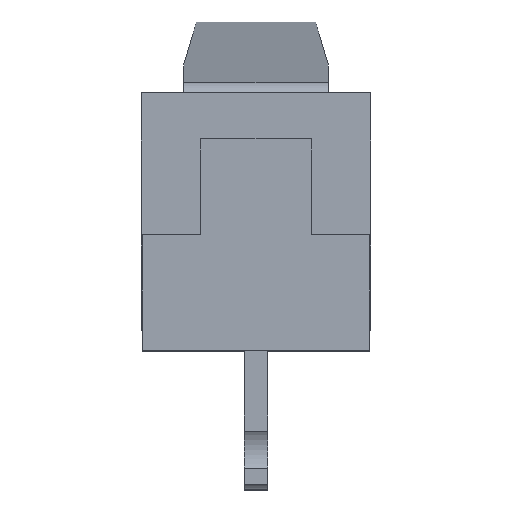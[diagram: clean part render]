
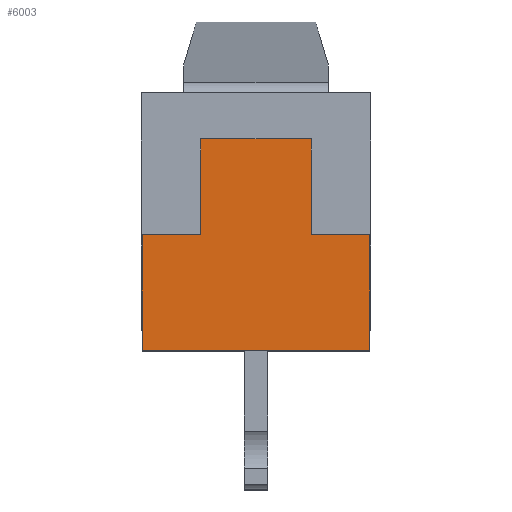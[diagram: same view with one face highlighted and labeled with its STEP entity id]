
A CAD part, top view. The second image highlights one B-rep face of the part: STEP entity #6003.
In plain terms, the highlighted planar face has unit normal (0, 0, 1).
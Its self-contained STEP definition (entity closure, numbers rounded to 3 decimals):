
#2125 = PLANE('',#2126);
#2126 = AXIS2_PLACEMENT_3D('',#2127,#2128,#2129);
#2127 = CARTESIAN_POINT('',(2.875,3.25,0.));
#2128 = DIRECTION('',(-1.,0.,0.));
#2129 = DIRECTION('',(0.,-1.,0.));
#2179 = PLANE('',#2180);
#2180 = AXIS2_PLACEMENT_3D('',#2181,#2182,#2183);
#2181 = CARTESIAN_POINT('',(-2.875,3.25,0.));
#2182 = DIRECTION('',(1.,0.,-0.));
#2183 = DIRECTION('',(0.,0.,1.));
#2620 = PLANE('',#2621);
#2621 = AXIS2_PLACEMENT_3D('',#2622,#2623,#2624);
#2622 = CARTESIAN_POINT('',(2.9,2.921,1.955));
#2623 = DIRECTION('',(0.,1.,0.));
#2624 = DIRECTION('',(0.,0.,1.));
#3185 = PLANE('',#3186);
#3186 = AXIS2_PLACEMENT_3D('',#3187,#3188,#3189);
#3187 = CARTESIAN_POINT('',(2.9,2.921,1.955));
#3188 = DIRECTION('',(0.,1.,0.));
#3189 = DIRECTION('',(0.,0.,1.));
#3414 = PLANE('',#3415);
#3415 = AXIS2_PLACEMENT_3D('',#3416,#3417,#3418);
#3416 = CARTESIAN_POINT('',(0.,5.334,0.));
#3417 = DIRECTION('',(0.,1.,0.));
#3418 = DIRECTION('',(0.,-0.,1.));
#3442 = PLANE('',#3443);
#3443 = AXIS2_PLACEMENT_3D('',#3444,#3445,#3446);
#3444 = CARTESIAN_POINT('',(1.397,2.667,0.));
#3445 = DIRECTION('',(-1.,0.,0.));
#3446 = DIRECTION('',(0.,-1.,0.));
#3515 = PLANE('',#3516);
#3516 = AXIS2_PLACEMENT_3D('',#3517,#3518,#3519);
#3517 = CARTESIAN_POINT('',(-1.397,2.667,0.));
#3518 = DIRECTION('',(1.,0.,-0.));
#3519 = DIRECTION('',(0.,0.,1.));
#4289 = EDGE_CURVE('',#4290,#4292,#4294,.T.);
#4290 = VERTEX_POINT('',#4291);
#4291 = CARTESIAN_POINT('',(-1.397,2.921,6.375));
#4292 = VERTEX_POINT('',#4293);
#4293 = CARTESIAN_POINT('',(-2.875,2.921,6.375));
#4294 = SURFACE_CURVE('',#4295,(#4299,#4306),.PCURVE_S1.);
#4295 = LINE('',#4296,#4297);
#4296 = CARTESIAN_POINT('',(2.9,2.921,6.375));
#4297 = VECTOR('',#4298,1.);
#4298 = DIRECTION('',(-1.,0.,0.));
#4299 = PCURVE('',#2620,#4300);
#4300 = DEFINITIONAL_REPRESENTATION('',(#4301),#4305);
#4301 = LINE('',#4302,#4303);
#4302 = CARTESIAN_POINT('',(4.42,0.));
#4303 = VECTOR('',#4304,1.);
#4304 = DIRECTION('',(0.,-1.));
#4305 = ( GEOMETRIC_REPRESENTATION_CONTEXT(2) 
PARAMETRIC_REPRESENTATION_CONTEXT() REPRESENTATION_CONTEXT('2D SPACE',''
  ) );
#4306 = PCURVE('',#4307,#4312);
#4307 = PLANE('',#4308);
#4308 = AXIS2_PLACEMENT_3D('',#4309,#4310,#4311);
#4309 = CARTESIAN_POINT('',(0.,3.25,6.375));
#4310 = DIRECTION('',(0.,0.,-1.));
#4311 = DIRECTION('',(0.,1.,0.));
#4312 = DEFINITIONAL_REPRESENTATION('',(#4313),#4317);
#4313 = LINE('',#4314,#4315);
#4314 = CARTESIAN_POINT('',(-0.329,2.9));
#4315 = VECTOR('',#4316,1.);
#4316 = DIRECTION('',(0.,-1.));
#4317 = ( GEOMETRIC_REPRESENTATION_CONTEXT(2) 
PARAMETRIC_REPRESENTATION_CONTEXT() REPRESENTATION_CONTEXT('2D SPACE',''
  ) );
#5044 = VERTEX_POINT('',#5045);
#5045 = CARTESIAN_POINT('',(1.397,2.921,6.375));
#5066 = EDGE_CURVE('',#5067,#5044,#5069,.T.);
#5067 = VERTEX_POINT('',#5068);
#5068 = CARTESIAN_POINT('',(2.875,2.921,6.375));
#5069 = SURFACE_CURVE('',#5070,(#5074,#5081),.PCURVE_S1.);
#5070 = LINE('',#5071,#5072);
#5071 = CARTESIAN_POINT('',(2.9,2.921,6.375));
#5072 = VECTOR('',#5073,1.);
#5073 = DIRECTION('',(-1.,0.,0.));
#5074 = PCURVE('',#3185,#5075);
#5075 = DEFINITIONAL_REPRESENTATION('',(#5076),#5080);
#5076 = LINE('',#5077,#5078);
#5077 = CARTESIAN_POINT('',(4.42,0.));
#5078 = VECTOR('',#5079,1.);
#5079 = DIRECTION('',(0.,-1.));
#5080 = ( GEOMETRIC_REPRESENTATION_CONTEXT(2) 
PARAMETRIC_REPRESENTATION_CONTEXT() REPRESENTATION_CONTEXT('2D SPACE',''
  ) );
#5081 = PCURVE('',#4307,#5082);
#5082 = DEFINITIONAL_REPRESENTATION('',(#5083),#5087);
#5083 = LINE('',#5084,#5085);
#5084 = CARTESIAN_POINT('',(-0.329,2.9));
#5085 = VECTOR('',#5086,1.);
#5086 = DIRECTION('',(0.,-1.));
#5087 = ( GEOMETRIC_REPRESENTATION_CONTEXT(2) 
PARAMETRIC_REPRESENTATION_CONTEXT() REPRESENTATION_CONTEXT('2D SPACE',''
  ) );
#5299 = EDGE_CURVE('',#4290,#5300,#5302,.T.);
#5300 = VERTEX_POINT('',#5301);
#5301 = CARTESIAN_POINT('',(-1.397,5.334,6.375));
#5302 = SURFACE_CURVE('',#5303,(#5307,#5314),.PCURVE_S1.);
#5303 = LINE('',#5304,#5305);
#5304 = CARTESIAN_POINT('',(-1.397,2.667,6.375));
#5305 = VECTOR('',#5306,1.);
#5306 = DIRECTION('',(0.,1.,0.));
#5307 = PCURVE('',#3515,#5308);
#5308 = DEFINITIONAL_REPRESENTATION('',(#5309),#5313);
#5309 = LINE('',#5310,#5311);
#5310 = CARTESIAN_POINT('',(6.375,0.));
#5311 = VECTOR('',#5312,1.);
#5312 = DIRECTION('',(0.,-1.));
#5313 = ( GEOMETRIC_REPRESENTATION_CONTEXT(2) 
PARAMETRIC_REPRESENTATION_CONTEXT() REPRESENTATION_CONTEXT('2D SPACE',''
  ) );
#5314 = PCURVE('',#4307,#5315);
#5315 = DEFINITIONAL_REPRESENTATION('',(#5316),#5320);
#5316 = LINE('',#5317,#5318);
#5317 = CARTESIAN_POINT('',(-0.583,-1.397));
#5318 = VECTOR('',#5319,1.);
#5319 = DIRECTION('',(1.,0.));
#5320 = ( GEOMETRIC_REPRESENTATION_CONTEXT(2) 
PARAMETRIC_REPRESENTATION_CONTEXT() REPRESENTATION_CONTEXT('2D SPACE',''
  ) );
#5347 = VERTEX_POINT('',#5348);
#5348 = CARTESIAN_POINT('',(1.397,5.334,6.375));
#5371 = EDGE_CURVE('',#5347,#5300,#5372,.T.);
#5372 = SURFACE_CURVE('',#5373,(#5377,#5384),.PCURVE_S1.);
#5373 = LINE('',#5374,#5375);
#5374 = CARTESIAN_POINT('',(0.,5.334,6.375));
#5375 = VECTOR('',#5376,1.);
#5376 = DIRECTION('',(-1.,0.,0.));
#5377 = PCURVE('',#3414,#5378);
#5378 = DEFINITIONAL_REPRESENTATION('',(#5379),#5383);
#5379 = LINE('',#5380,#5381);
#5380 = CARTESIAN_POINT('',(6.375,0.));
#5381 = VECTOR('',#5382,1.);
#5382 = DIRECTION('',(0.,-1.));
#5383 = ( GEOMETRIC_REPRESENTATION_CONTEXT(2) 
PARAMETRIC_REPRESENTATION_CONTEXT() REPRESENTATION_CONTEXT('2D SPACE',''
  ) );
#5384 = PCURVE('',#4307,#5385);
#5385 = DEFINITIONAL_REPRESENTATION('',(#5386),#5390);
#5386 = LINE('',#5387,#5388);
#5387 = CARTESIAN_POINT('',(2.084,0.));
#5388 = VECTOR('',#5389,1.);
#5389 = DIRECTION('',(0.,-1.));
#5390 = ( GEOMETRIC_REPRESENTATION_CONTEXT(2) 
PARAMETRIC_REPRESENTATION_CONTEXT() REPRESENTATION_CONTEXT('2D SPACE',''
  ) );
#5397 = EDGE_CURVE('',#5347,#5044,#5398,.T.);
#5398 = SURFACE_CURVE('',#5399,(#5403,#5410),.PCURVE_S1.);
#5399 = LINE('',#5400,#5401);
#5400 = CARTESIAN_POINT('',(1.397,2.667,6.375));
#5401 = VECTOR('',#5402,1.);
#5402 = DIRECTION('',(0.,-1.,0.));
#5403 = PCURVE('',#3442,#5404);
#5404 = DEFINITIONAL_REPRESENTATION('',(#5405),#5409);
#5405 = LINE('',#5406,#5407);
#5406 = CARTESIAN_POINT('',(0.,6.375));
#5407 = VECTOR('',#5408,1.);
#5408 = DIRECTION('',(1.,0.));
#5409 = ( GEOMETRIC_REPRESENTATION_CONTEXT(2) 
PARAMETRIC_REPRESENTATION_CONTEXT() REPRESENTATION_CONTEXT('2D SPACE',''
  ) );
#5410 = PCURVE('',#4307,#5411);
#5411 = DEFINITIONAL_REPRESENTATION('',(#5412),#5416);
#5412 = LINE('',#5413,#5414);
#5413 = CARTESIAN_POINT('',(-0.583,1.397));
#5414 = VECTOR('',#5415,1.);
#5415 = DIRECTION('',(-1.,0.));
#5416 = ( GEOMETRIC_REPRESENTATION_CONTEXT(2) 
PARAMETRIC_REPRESENTATION_CONTEXT() REPRESENTATION_CONTEXT('2D SPACE',''
  ) );
#5437 = VERTEX_POINT('',#5438);
#5438 = CARTESIAN_POINT('',(-2.875,0.,6.375));
#5454 = PLANE('',#5455);
#5455 = AXIS2_PLACEMENT_3D('',#5456,#5457,#5458);
#5456 = CARTESIAN_POINT('',(0.,0.,0.));
#5457 = DIRECTION('',(0.,1.,0.));
#5458 = DIRECTION('',(0.,-0.,1.));
#5466 = EDGE_CURVE('',#4292,#5437,#5467,.T.);
#5467 = SURFACE_CURVE('',#5468,(#5472,#5479),.PCURVE_S1.);
#5468 = LINE('',#5469,#5470);
#5469 = CARTESIAN_POINT('',(-2.875,3.25,6.375));
#5470 = VECTOR('',#5471,1.);
#5471 = DIRECTION('',(0.,-1.,0.));
#5472 = PCURVE('',#2179,#5473);
#5473 = DEFINITIONAL_REPRESENTATION('',(#5474),#5478);
#5474 = LINE('',#5475,#5476);
#5475 = CARTESIAN_POINT('',(6.375,0.));
#5476 = VECTOR('',#5477,1.);
#5477 = DIRECTION('',(0.,1.));
#5478 = ( GEOMETRIC_REPRESENTATION_CONTEXT(2) 
PARAMETRIC_REPRESENTATION_CONTEXT() REPRESENTATION_CONTEXT('2D SPACE',''
  ) );
#5479 = PCURVE('',#4307,#5480);
#5480 = DEFINITIONAL_REPRESENTATION('',(#5481),#5485);
#5481 = LINE('',#5482,#5483);
#5482 = CARTESIAN_POINT('',(0.,-2.875));
#5483 = VECTOR('',#5484,1.);
#5484 = DIRECTION('',(-1.,0.));
#5485 = ( GEOMETRIC_REPRESENTATION_CONTEXT(2) 
PARAMETRIC_REPRESENTATION_CONTEXT() REPRESENTATION_CONTEXT('2D SPACE',''
  ) );
#6003 = ADVANCED_FACE('',(#6004),#4307,.F.);
#6004 = FACE_BOUND('',#6005,.T.);
#6005 = EDGE_LOOP('',(#6006,#6007,#6030,#6051,#6052,#6053,#6054,#6055));
#6006 = ORIENTED_EDGE('',*,*,#5466,.T.);
#6007 = ORIENTED_EDGE('',*,*,#6008,.F.);
#6008 = EDGE_CURVE('',#6009,#5437,#6011,.T.);
#6009 = VERTEX_POINT('',#6010);
#6010 = CARTESIAN_POINT('',(2.875,0.,6.375));
#6011 = SURFACE_CURVE('',#6012,(#6016,#6023),.PCURVE_S1.);
#6012 = LINE('',#6013,#6014);
#6013 = CARTESIAN_POINT('',(0.,0.,6.375));
#6014 = VECTOR('',#6015,1.);
#6015 = DIRECTION('',(-1.,0.,0.));
#6016 = PCURVE('',#4307,#6017);
#6017 = DEFINITIONAL_REPRESENTATION('',(#6018),#6022);
#6018 = LINE('',#6019,#6020);
#6019 = CARTESIAN_POINT('',(-3.25,0.));
#6020 = VECTOR('',#6021,1.);
#6021 = DIRECTION('',(0.,-1.));
#6022 = ( GEOMETRIC_REPRESENTATION_CONTEXT(2) 
PARAMETRIC_REPRESENTATION_CONTEXT() REPRESENTATION_CONTEXT('2D SPACE',''
  ) );
#6023 = PCURVE('',#5454,#6024);
#6024 = DEFINITIONAL_REPRESENTATION('',(#6025),#6029);
#6025 = LINE('',#6026,#6027);
#6026 = CARTESIAN_POINT('',(6.375,0.));
#6027 = VECTOR('',#6028,1.);
#6028 = DIRECTION('',(0.,-1.));
#6029 = ( GEOMETRIC_REPRESENTATION_CONTEXT(2) 
PARAMETRIC_REPRESENTATION_CONTEXT() REPRESENTATION_CONTEXT('2D SPACE',''
  ) );
#6030 = ORIENTED_EDGE('',*,*,#6031,.F.);
#6031 = EDGE_CURVE('',#5067,#6009,#6032,.T.);
#6032 = SURFACE_CURVE('',#6033,(#6037,#6044),.PCURVE_S1.);
#6033 = LINE('',#6034,#6035);
#6034 = CARTESIAN_POINT('',(2.875,3.25,6.375));
#6035 = VECTOR('',#6036,1.);
#6036 = DIRECTION('',(-0.,-1.,-0.));
#6037 = PCURVE('',#4307,#6038);
#6038 = DEFINITIONAL_REPRESENTATION('',(#6039),#6043);
#6039 = LINE('',#6040,#6041);
#6040 = CARTESIAN_POINT('',(0.,2.875));
#6041 = VECTOR('',#6042,1.);
#6042 = DIRECTION('',(-1.,0.));
#6043 = ( GEOMETRIC_REPRESENTATION_CONTEXT(2) 
PARAMETRIC_REPRESENTATION_CONTEXT() REPRESENTATION_CONTEXT('2D SPACE',''
  ) );
#6044 = PCURVE('',#2125,#6045);
#6045 = DEFINITIONAL_REPRESENTATION('',(#6046),#6050);
#6046 = LINE('',#6047,#6048);
#6047 = CARTESIAN_POINT('',(0.,6.375));
#6048 = VECTOR('',#6049,1.);
#6049 = DIRECTION('',(1.,0.));
#6050 = ( GEOMETRIC_REPRESENTATION_CONTEXT(2) 
PARAMETRIC_REPRESENTATION_CONTEXT() REPRESENTATION_CONTEXT('2D SPACE',''
  ) );
#6051 = ORIENTED_EDGE('',*,*,#5066,.T.);
#6052 = ORIENTED_EDGE('',*,*,#5397,.F.);
#6053 = ORIENTED_EDGE('',*,*,#5371,.T.);
#6054 = ORIENTED_EDGE('',*,*,#5299,.F.);
#6055 = ORIENTED_EDGE('',*,*,#4289,.T.);
